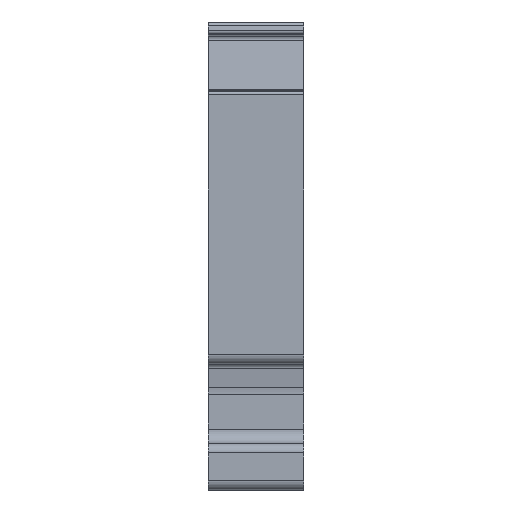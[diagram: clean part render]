
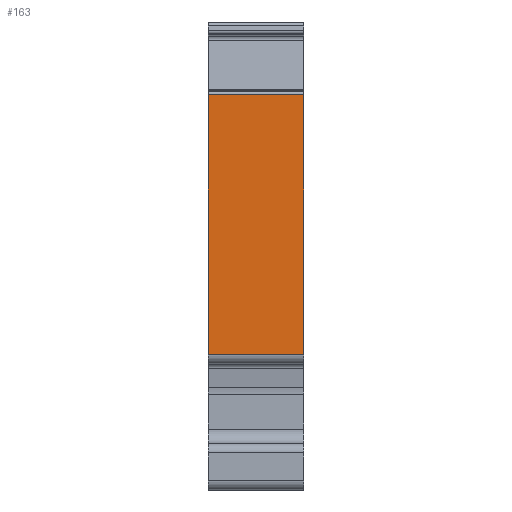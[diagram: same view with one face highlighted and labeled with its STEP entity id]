
A CAD part, left-side view. The second image highlights one B-rep face of the part: STEP entity #163.
In plain terms, the highlighted planar face has unit normal (-1, 0, 0).
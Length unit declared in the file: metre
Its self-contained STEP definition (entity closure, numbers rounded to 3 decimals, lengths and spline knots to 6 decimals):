
#163 = ADVANCED_FACE( '', ( #480 ), #481, .F. );
#480 = FACE_OUTER_BOUND( '', #936, .T. );
#481 = PLANE( '', #937 );
#936 = EDGE_LOOP( '', ( #1885, #1886, #1887, #1888 ) );
#937 = AXIS2_PLACEMENT_3D( '', #1889, #1890, #1891 );
#1885 = ORIENTED_EDGE( '', *, *, #3420, .F. );
#1886 = ORIENTED_EDGE( '', *, *, #3249, .F. );
#1887 = ORIENTED_EDGE( '', *, *, #3421, .T. );
#1888 = ORIENTED_EDGE( '', *, *, #3422, .F. );
#1889 = CARTESIAN_POINT( '', ( -0.0642, -0.01015, -0.03525 ) );
#1890 = DIRECTION( '', ( 1., 0., 0. ) );
#1891 = DIRECTION( '', ( 0., 1., 0. ) );
#3249 = EDGE_CURVE( '', #3986, #3987, #3988, .T. );
#3420 = EDGE_CURVE( '', #3987, #4279, #4280, .F. );
#3421 = EDGE_CURVE( '', #3986, #4281, #4282, .T. );
#3422 = EDGE_CURVE( '', #4279, #4281, #4283, .T. );
#3986 = VERTEX_POINT( '', #5131 );
#3987 = VERTEX_POINT( '', #5132 );
#3988 = LINE( '', #5133, #5134 );
#4279 = VERTEX_POINT( '', #5568 );
#4280 = LINE( '', #5569, #5570 );
#4281 = VERTEX_POINT( '', #5571 );
#4282 = LINE( '', #5572, #5573 );
#4283 = LINE( '', #5574, #5575 );
#5131 = CARTESIAN_POINT( '', ( -0.0642, 0., -0.0077 ) );
#5132 = CARTESIAN_POINT( '', ( -0.0642, -0.01015, -0.0077 ) );
#5133 = CARTESIAN_POINT( '', ( -0.0642, 0.074473, -0.0077 ) );
#5134 = VECTOR( '', #6467, 1. );
#5568 = CARTESIAN_POINT( '', ( -0.0642, -0.01015, -0.03525 ) );
#5569 = CARTESIAN_POINT( '', ( -0.0642, -0.01015, -0.001063 ) );
#5570 = VECTOR( '', #6692, 1. );
#5571 = CARTESIAN_POINT( '', ( -0.0642, 0., -0.03525 ) );
#5572 = CARTESIAN_POINT( '', ( -0.0642, 0., -0.03525 ) );
#5573 = VECTOR( '', #6693, 1. );
#5574 = CARTESIAN_POINT( '', ( -0.0642, -0.01015, -0.03525 ) );
#5575 = VECTOR( '', #6694, 1. );
#6467 = DIRECTION( '', ( 0., -1., 0. ) );
#6692 = DIRECTION( '', ( 0., 0., 1. ) );
#6693 = DIRECTION( '', ( 0., 0., -1. ) );
#6694 = DIRECTION( '', ( 0., 1., 0. ) );
